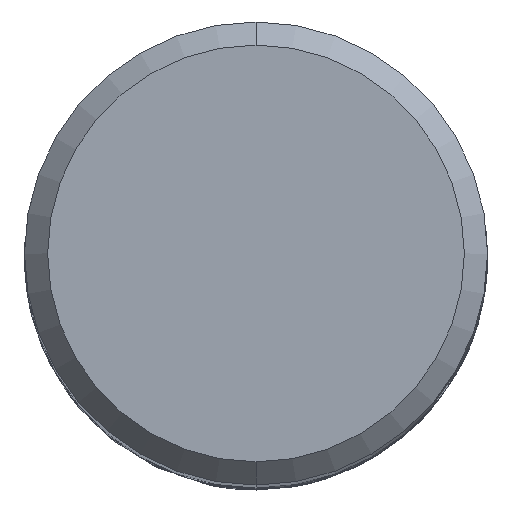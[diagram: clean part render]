
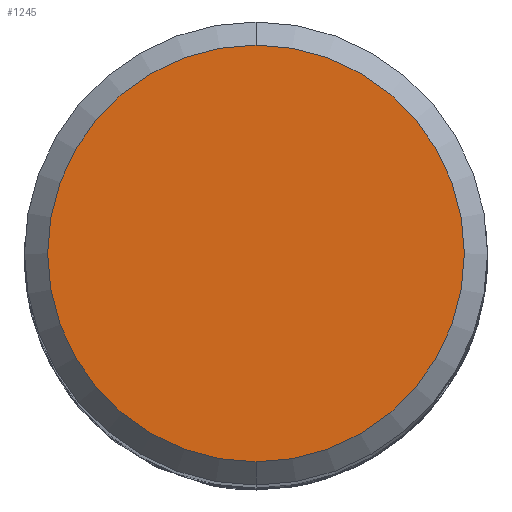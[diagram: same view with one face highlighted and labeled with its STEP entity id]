
A CAD part, top view. The second image highlights one B-rep face of the part: STEP entity #1245.
In plain terms, the highlighted planar face has unit normal (0, 0, 1).
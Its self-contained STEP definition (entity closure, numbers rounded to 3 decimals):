
#625=EDGE_CURVE('',#1397,#1289,#1768,.T.);
#1221=EDGE_CURVE('',#1289,#1397,#2425,.T.);
#1245=ADVANCED_FACE('',(#2451),#2452,.T.);
#1289=VERTEX_POINT('',#2498);
#1397=VERTEX_POINT('',#2615);
#1768=CIRCLE('',#3131,7.2);
#2425=CIRCLE('',#8165,7.2);
#2451=FACE_OUTER_BOUND('',#8252,.T.);
#2452=PLANE('',#8253);
#2498=CARTESIAN_POINT('',(0.0,7.2,0.0));
#2615=CARTESIAN_POINT('',(0.,-7.2,0.0));
#3131=AXIS2_PLACEMENT_3D('',#13570,#13571,#13572);
#8165=AXIS2_PLACEMENT_3D('',#14287,#14288,#14289);
#8252=EDGE_LOOP('',(#14316,#14317));
#8253=AXIS2_PLACEMENT_3D('',#14318,#14319,#14320);
#13570=CARTESIAN_POINT('',(0.0,0.0,0.0));
#13571=DIRECTION('',(0.0,0.0,-1.0));
#13572=DIRECTION('',(0.0,1.0,0.0));
#14287=CARTESIAN_POINT('',(0.0,0.0,0.0));
#14288=DIRECTION('',(0.0,0.0,-1.0));
#14289=DIRECTION('',(0.0,1.0,0.0));
#14316=ORIENTED_EDGE('',*,*,#1221,.F.);
#14317=ORIENTED_EDGE('',*,*,#625,.F.);
#14318=CARTESIAN_POINT('',(0.0,3.6,0.0));
#14319=DIRECTION('',(-0.0,0.0,1.0));
#14320=DIRECTION('',(0.0,-1.0,0.0));
